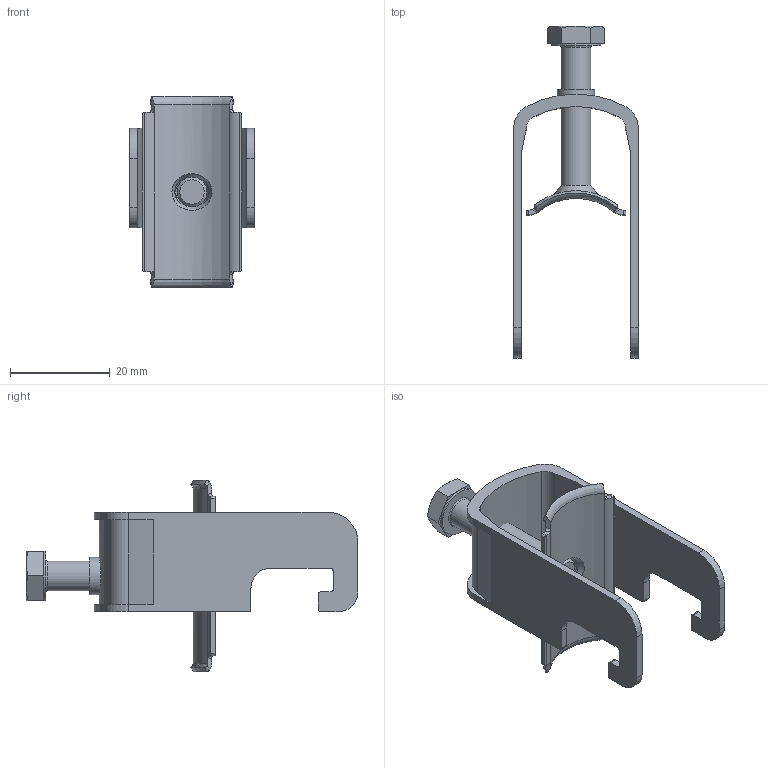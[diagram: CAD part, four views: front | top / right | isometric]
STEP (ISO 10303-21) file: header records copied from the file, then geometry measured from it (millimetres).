
FILE_DESCRIPTION (( 'STEP AP203' ), '1' );
FILE_NAME ('Äåðæàòåëü êàáåëÿ_BHP1420.STEP', '2012-11-22T07:05:08', ( 'Àñååâ' ), ( '' ), 'SwSTEP 2.0', 'SolidWorks 2012', '' );
FILE_SCHEMA (( 'CONFIG_CONTROL_DESIGN' ));
Length unit declared in the file: millimetre
Products named in the file (3): Äåðæàòåëü êàáåëÿ_BHP1420; Îñíîâàíèå äåðæàòåëÿ äëÿ ïðîô.8-14_14-20; 瀇僔蠂縺 8-14 鼁. 鍕鸐14-20
Assembly tree (2 placements, depth 2):
  Äåðæàòåëü êàáåëÿ_BHP1420
    瀇僔蠂縺 8-14 鼁. 鍕鸐14-20
    Îñíîâàíèå äåðæàòåëÿ äëÿ ïðîô.8-14_14-20
Bounding box: 25 x 66.69 x 38.46 mm (x, y, z)
Volume: 5212.9 mm3; surface area: 7389.2 mm2
Topology: 2 solids, 2 shells, 127 faces, 326 edges, 208 vertices
Faces by surface type: plane 56, cylinder 49, cone 13, torus 5, bspline 4
Full cylindrical faces by diameter (mm): 5.45 x1, 6 x2, 7.5 x1, 10 x1
Entity records: 4507 total; most frequent: CARTESIAN_POINT 1210, DIRECTION 632, ORIENTED_EDGE 618, EDGE_CURVE 309, AXIS2_PLACEMENT_3D 239, VERTEX_POINT 201, LINE 154, VECTOR 154
